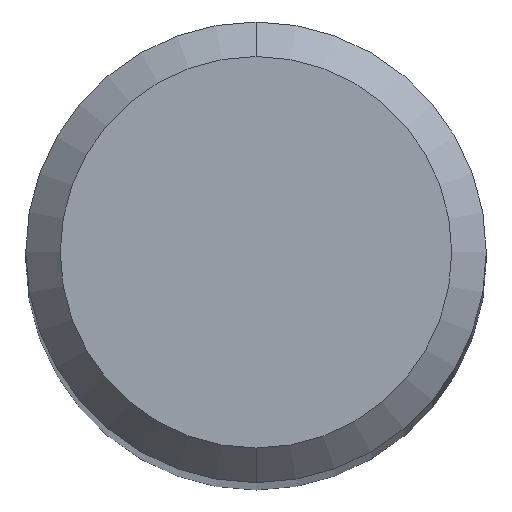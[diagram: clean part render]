
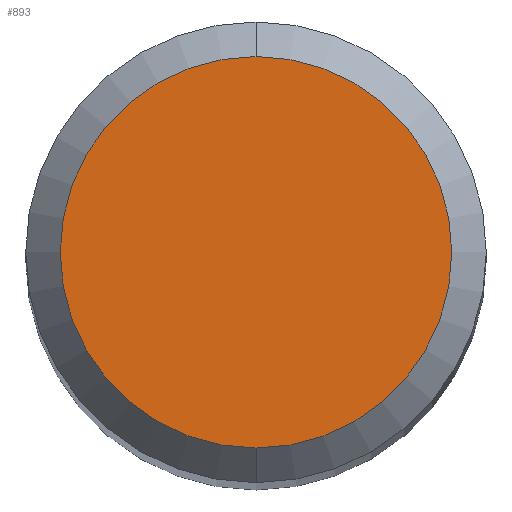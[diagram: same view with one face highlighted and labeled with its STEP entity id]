
A CAD part, top view. The second image highlights one B-rep face of the part: STEP entity #893.
In plain terms, the highlighted planar face has unit normal (0, 0, 1).
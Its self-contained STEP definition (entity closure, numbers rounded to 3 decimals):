
#419=VERTEX_POINT('',#1111);
#631=EDGE_CURVE('',#419,#763,#1346,.T.);
#763=VERTEX_POINT('',#1491);
#893=ADVANCED_FACE('',(#1631),#1632,.T.);
#897=EDGE_CURVE('',#763,#419,#1636,.T.);
#1111=CARTESIAN_POINT('',(0.0,1.7,0.0));
#1346=CIRCLE('',#2756,1.7);
#1491=CARTESIAN_POINT('',(0.,-1.7,0.0));
#1631=FACE_OUTER_BOUND('',#3747,.T.);
#1632=PLANE('',#3748);
#1636=CIRCLE('',#3753,1.7);
#2756=AXIS2_PLACEMENT_3D('',#4593,#4594,#4595);
#3747=EDGE_LOOP('',(#4849,#4850));
#3748=AXIS2_PLACEMENT_3D('',#4851,#4852,#4853);
#3753=AXIS2_PLACEMENT_3D('',#4854,#4855,#4856);
#4593=CARTESIAN_POINT('',(0.0,0.0,0.0));
#4594=DIRECTION('',(0.0,0.0,-1.0));
#4595=DIRECTION('',(0.0,1.0,0.0));
#4849=ORIENTED_EDGE('',*,*,#631,.F.);
#4850=ORIENTED_EDGE('',*,*,#897,.F.);
#4851=CARTESIAN_POINT('',(0.0,0.85,0.0));
#4852=DIRECTION('',(-0.0,0.0,1.0));
#4853=DIRECTION('',(0.0,-1.0,0.0));
#4854=CARTESIAN_POINT('',(0.0,0.0,0.0));
#4855=DIRECTION('',(0.0,0.0,-1.0));
#4856=DIRECTION('',(0.0,1.0,0.0));
